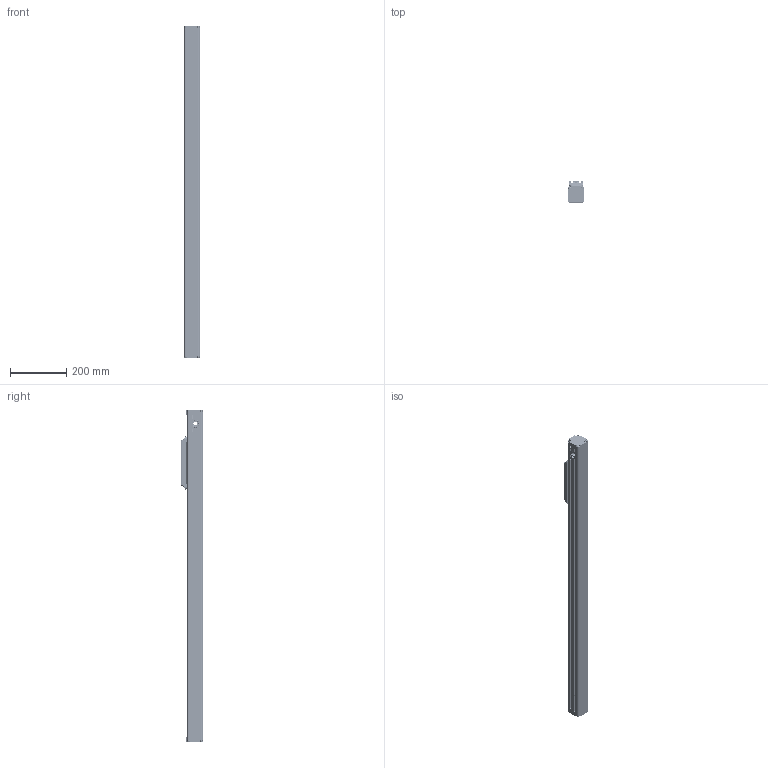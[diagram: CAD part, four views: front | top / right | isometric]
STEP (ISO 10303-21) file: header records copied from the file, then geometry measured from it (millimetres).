
FILE_DESCRIPTION (( 'STEP AP203' ), '1' );
FILE_NAME ('MT_96DCAA4334.step', '2020-09-29T12:34:27', ( 'localadmin' ), ( 'BOXX Technologies, Inc.' ), 'SwSTEP 2.0', 'SolidWorks 2019', '' );
FILE_SCHEMA (( 'CONFIG_CONTROL_DESIGN' ));
Length unit declared in the file: inch
Products named in the file (5): enIfPpMiHx_CADModel_1; enIfPpMiHx_CADModel_0; MT_96DCAA4334
Assembly tree (2 placements, depth 2):
  enIfPpMiHx_CADModel_1
  enIfPpMiHx_CADModel_0
  MT_96DCAA4334
    enIfPpMiHx_CADModel_1
    enIfPpMiHx_CADModel_0
Bounding box: 55 x 76 x 1177 mm (x, y, z)
Volume: 2067506.5 mm3; surface area: 1080764.2 mm2
Topology: 113 solids, 126 shells, 5939 faces, 15513 edges, 9961 vertices
Faces by surface type: cylinder 2824, plane 2331, cone 543, torus 101, bspline 100, sphere 40
Entity records: 193740 total; most frequent: CARTESIAN_POINT 43549, DIRECTION 32588, ORIENTED_EDGE 30830, EDGE_CURVE 15415, AXIS2_PLACEMENT_3D 11968, VERTEX_POINT 9961, LINE 8652, VECTOR 8652
